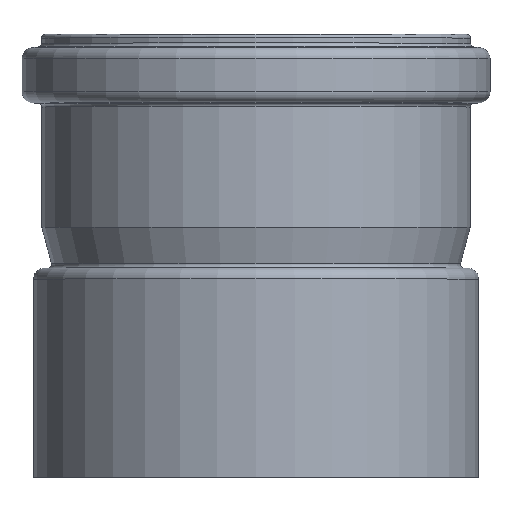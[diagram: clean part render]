
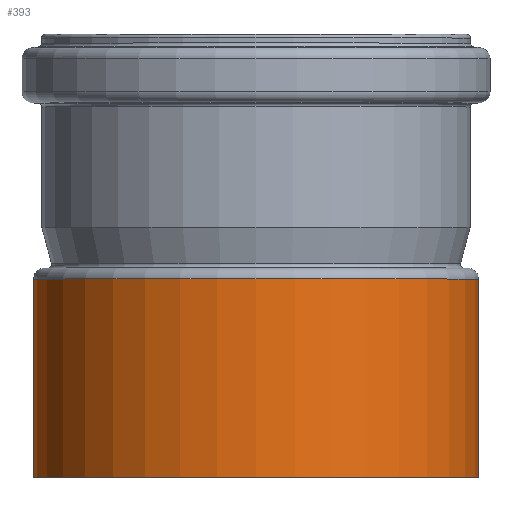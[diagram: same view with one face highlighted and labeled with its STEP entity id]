
A CAD part, top view. The second image highlights one B-rep face of the part: STEP entity #393.
In plain terms, the highlighted cylindrical face has radius 60.5 mm (diameter 121 mm), a full revolution.
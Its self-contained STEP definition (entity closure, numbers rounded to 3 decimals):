
#22=CYLINDRICAL_SURFACE('',#459,60.5);
#65=FACE_BOUND('',#164,.T.);
#100=FACE_OUTER_BOUND('',#163,.T.);
#163=EDGE_LOOP('',(#338));
#164=EDGE_LOOP('',(#339));
#205=CIRCLE('',#458,60.5);
#206=CIRCLE('',#460,60.5);
#240=VERTEX_POINT('',#699);
#241=VERTEX_POINT('',#702);
#275=EDGE_CURVE('',#240,#240,#205,.T.);
#276=EDGE_CURVE('',#241,#241,#206,.T.);
#338=ORIENTED_EDGE('',*,*,#275,.T.);
#339=ORIENTED_EDGE('',*,*,#276,.F.);
#393=ADVANCED_FACE('',(#100,#65),#22,.T.);
#458=AXIS2_PLACEMENT_3D('',#700,#586,#587);
#459=AXIS2_PLACEMENT_3D('',#701,#588,#589);
#460=AXIS2_PLACEMENT_3D('',#703,#590,#591);
#586=DIRECTION('center_axis',(0.,-1.,0.));
#587=DIRECTION('ref_axis',(1.,0.,0.));
#588=DIRECTION('center_axis',(0.,-1.,0.));
#589=DIRECTION('ref_axis',(1.,0.,0.));
#590=DIRECTION('center_axis',(0.,-1.,0.));
#591=DIRECTION('ref_axis',(1.,0.,0.));
#699=CARTESIAN_POINT('',(60.5,-2.1,0.));
#700=CARTESIAN_POINT('Origin',(0.,-2.1,0.));
#701=CARTESIAN_POINT('Origin',(0.,-29.05,0.));
#702=CARTESIAN_POINT('',(60.5,-56.,0.));
#703=CARTESIAN_POINT('Origin',(0.,-56.,0.));
